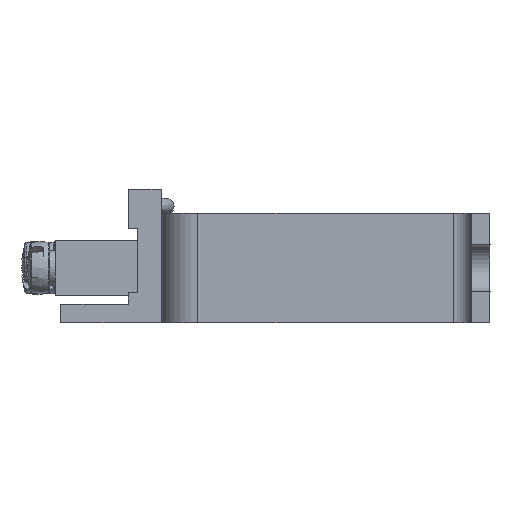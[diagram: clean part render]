
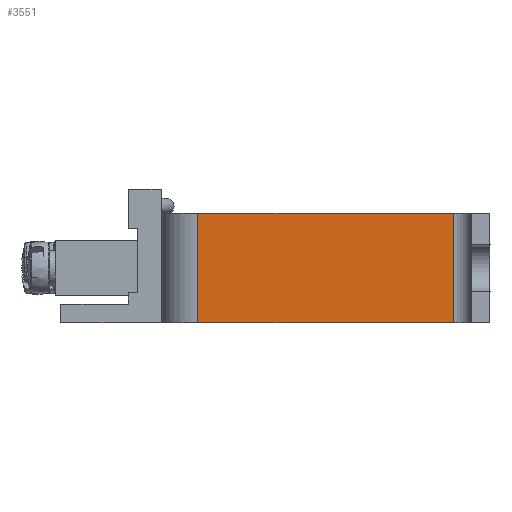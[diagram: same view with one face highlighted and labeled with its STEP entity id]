
A CAD part, left-side view. The second image highlights one B-rep face of the part: STEP entity #3551.
In plain terms, the highlighted planar face has unit normal (-1, 0, 0).
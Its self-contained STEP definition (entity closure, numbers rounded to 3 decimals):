
#332=LINE('',#6630,#544);
#340=LINE('',#6646,#552);
#348=LINE('',#6669,#560);
#349=LINE('',#6673,#561);
#544=VECTOR('',#4943,12.);
#552=VECTOR('',#4957,28.);
#560=VECTOR('',#4989,12.);
#561=VECTOR('',#4996,28.);
#669=PLANE('',#3969);
#1234=FACE_OUTER_BOUND('',#1586,.T.);
#1586=EDGE_LOOP('',(#3202,#3203,#3204,#3205));
#1924=VERTEX_POINT('',#6619);
#1925=VERTEX_POINT('',#6623);
#1930=VERTEX_POINT('',#6644);
#1933=VERTEX_POINT('',#6668);
#2334=EDGE_CURVE('',#1924,#1925,#332,.T.);
#2342=EDGE_CURVE('',#1930,#1925,#340,.T.);
#2354=EDGE_CURVE('',#1930,#1933,#348,.T.);
#2357=EDGE_CURVE('',#1924,#1933,#349,.T.);
#3202=ORIENTED_EDGE('',*,*,#2334,.T.);
#3203=ORIENTED_EDGE('',*,*,#2342,.F.);
#3204=ORIENTED_EDGE('',*,*,#2354,.T.);
#3205=ORIENTED_EDGE('',*,*,#2357,.F.);
#3551=ADVANCED_FACE('',(#1234),#669,.T.);
#3969=AXIS2_PLACEMENT_3D('',#6680,#5007,#5008);
#4943=DIRECTION('',(0.,-1.,0.));
#4957=DIRECTION('',(0.,0.,-1.));
#4989=DIRECTION('',(0.,1.,0.));
#4996=DIRECTION('',(0.,0.,1.));
#5007=DIRECTION('center_axis',(-1.,0.,0.));
#5008=DIRECTION('ref_axis',(0.,0.,1.));
#6619=CARTESIAN_POINT('',(-113.,6.,-30.));
#6623=CARTESIAN_POINT('',(-113.,-6.,-30.));
#6630=CARTESIAN_POINT('',(-113.,-3.,-30.));
#6644=CARTESIAN_POINT('',(-113.,-6.,-2.));
#6646=CARTESIAN_POINT('',(-113.,-6.,-2.));
#6668=CARTESIAN_POINT('',(-113.,6.,-2.));
#6669=CARTESIAN_POINT('',(-113.,0.,-2.));
#6673=CARTESIAN_POINT('',(-113.,6.,7.048));
#6680=CARTESIAN_POINT('Origin',(-113.,0.,-15.738));
